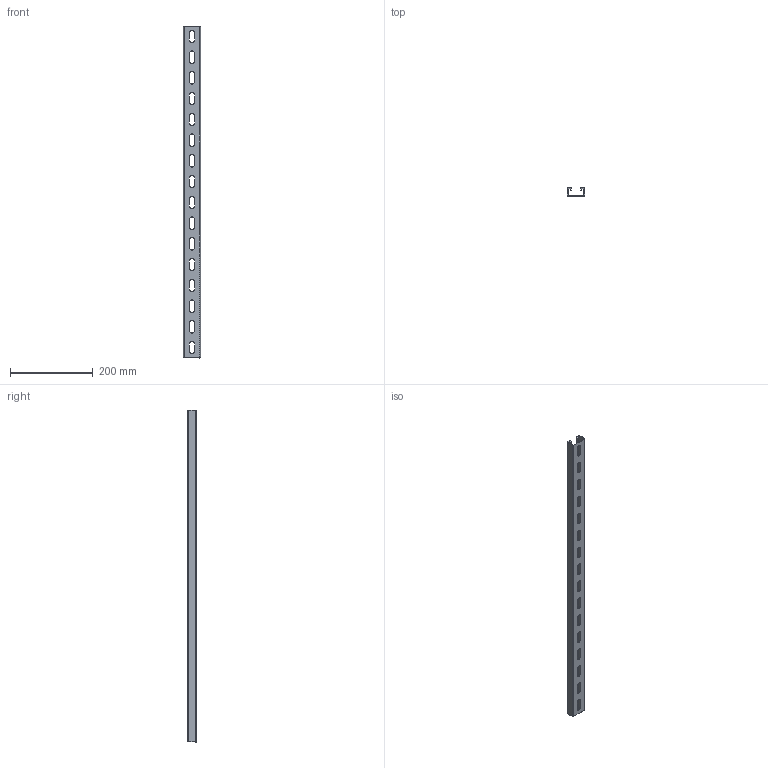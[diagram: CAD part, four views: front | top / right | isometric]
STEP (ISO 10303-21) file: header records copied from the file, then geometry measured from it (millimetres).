
FILE_DESCRIPTION (( 'STEP AP203' ), '1' );
FILE_NAME ('STRUT-镳铘桦黖h21-800.step', '2022-01-25T11:15:07', ( '' ), ( '' ), 'SwSTEP 2.0', 'SolidWorks 2017', '' );
FILE_SCHEMA (( 'CONFIG_CONTROL_DESIGN' ));
Length unit declared in the file: millimetre
Products named in the file (1): STRUT-镳铘桦黖h21-800
Bounding box: 41 x 21 x 800 mm (x, y, z)
Volume: 114368.6 mm3; surface area: 159497.4 mm2
Topology: 1 solids, 1 shells, 1366 faces, 4092 edges, 2728 vertices
Faces by surface type: plane 1328, cylinder 38
Entity records: 45253 total; most frequent: CARTESIAN_POINT 8187, ORIENTED_EDGE 8184, DIRECTION 6902, EDGE_CURVE 4092, LINE 4016, VECTOR 4016, VERTEX_POINT 2728, AXIS2_PLACEMENT_3D 1443
